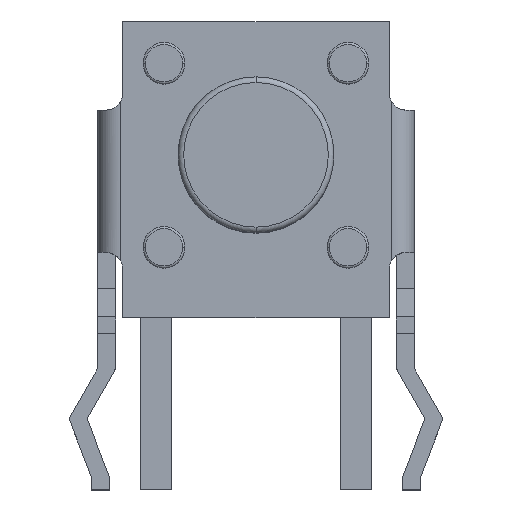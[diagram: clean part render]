
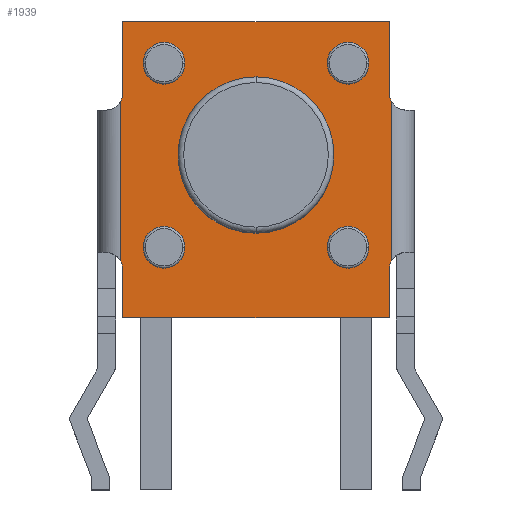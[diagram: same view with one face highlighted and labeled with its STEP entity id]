
A CAD part, top view. The second image highlights one B-rep face of the part: STEP entity #1939.
In plain terms, the highlighted planar face has unit normal (0, 0, 1).
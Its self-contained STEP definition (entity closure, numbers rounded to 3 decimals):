
#72=CARTESIAN_POINT('',(0.,0.,0.));
#73=DIRECTION('',(0.,0.,1.));
#74=DIRECTION('',(0.,-1.,0.));
#75=AXIS2_PLACEMENT_3D('',#72,#73,#74);
#77=CARTESIAN_POINT('',(0.,0.,0.));
#78=DIRECTION('',(0.,0.,1.));
#79=DIRECTION('',(0.,1.,0.));
#80=AXIS2_PLACEMENT_3D('',#77,#78,#79);
#82=CARTESIAN_POINT('',(2.07,2.07,0.));
#83=DIRECTION('',(0.,0.,1.));
#84=DIRECTION('',(1.,0.,0.));
#85=AXIS2_PLACEMENT_3D('',#82,#83,#84);
#87=CARTESIAN_POINT('',(2.07,2.07,0.));
#88=DIRECTION('',(0.,0.,1.));
#89=DIRECTION('',(-1.,0.,0.));
#90=AXIS2_PLACEMENT_3D('',#87,#88,#89);
#92=CARTESIAN_POINT('',(-2.07,2.07,0.));
#93=DIRECTION('',(0.,0.,1.));
#94=DIRECTION('',(1.,0.,0.));
#95=AXIS2_PLACEMENT_3D('',#92,#93,#94);
#97=CARTESIAN_POINT('',(-2.07,2.07,0.));
#98=DIRECTION('',(0.,0.,1.));
#99=DIRECTION('',(-1.,0.,0.));
#100=AXIS2_PLACEMENT_3D('',#97,#98,#99);
#102=CARTESIAN_POINT('',(2.07,-2.07,0.));
#103=DIRECTION('',(0.,0.,1.));
#104=DIRECTION('',(1.,0.,0.));
#105=AXIS2_PLACEMENT_3D('',#102,#103,#104);
#107=CARTESIAN_POINT('',(2.07,-2.07,0.));
#108=DIRECTION('',(0.,0.,1.));
#109=DIRECTION('',(-1.,0.,0.));
#110=AXIS2_PLACEMENT_3D('',#107,#108,#109);
#112=CARTESIAN_POINT('',(-2.07,-2.07,0.));
#113=DIRECTION('',(0.,0.,1.));
#114=DIRECTION('',(1.,0.,0.));
#115=AXIS2_PLACEMENT_3D('',#112,#113,#114);
#117=CARTESIAN_POINT('',(-2.07,-2.07,0.));
#118=DIRECTION('',(0.,0.,1.));
#119=DIRECTION('',(-1.,0.,0.));
#120=AXIS2_PLACEMENT_3D('',#117,#118,#119);
#122=DIRECTION('',(0.,1.,0.));
#123=VECTOR('',#122,3.582);
#124=CARTESIAN_POINT('',(3.048,-2.375,0.));
#125=LINE('',#124,#123);
#126=CARTESIAN_POINT('',(3.378,-2.565,0.));
#127=DIRECTION('',(0.,0.,-1.));
#128=DIRECTION('',(-1.,0.,0.));
#129=AXIS2_PLACEMENT_3D('',#126,#127,#128);
#131=DIRECTION('',(0.,1.,0.));
#132=VECTOR('',#131,1.092);
#133=CARTESIAN_POINT('',(2.997,-3.658,0.));
#134=LINE('',#133,#132);
#135=DIRECTION('',(1.,0.,0.));
#136=VECTOR('',#135,5.994);
#137=CARTESIAN_POINT('',(-2.997,-3.658,0.));
#138=LINE('',#137,#136);
#139=DIRECTION('',(0.,-1.,0.));
#140=VECTOR('',#139,1.092);
#141=CARTESIAN_POINT('',(-2.997,-2.565,0.));
#142=LINE('',#141,#140);
#143=CARTESIAN_POINT('',(-3.378,-2.565,0.));
#144=DIRECTION('',(0.,0.,-1.));
#145=DIRECTION('',(0.867,0.499,0.));
#146=AXIS2_PLACEMENT_3D('',#143,#144,#145);
#148=DIRECTION('',(0.,-1.,0.));
#149=VECTOR('',#148,3.582);
#150=CARTESIAN_POINT('',(-3.048,1.207,0.));
#151=LINE('',#150,#149);
#152=CARTESIAN_POINT('',(-3.378,1.397,0.));
#153=DIRECTION('',(0.,0.,-1.));
#154=DIRECTION('',(1.,0.,0.));
#155=AXIS2_PLACEMENT_3D('',#152,#153,#154);
#157=DIRECTION('',(0.,-1.,0.));
#158=VECTOR('',#157,1.6);
#159=CARTESIAN_POINT('',(-2.997,2.997,0.));
#160=LINE('',#159,#158);
#161=DIRECTION('',(-1.,0.,0.));
#162=VECTOR('',#161,5.994);
#163=CARTESIAN_POINT('',(2.997,2.997,0.));
#164=LINE('',#163,#162);
#165=DIRECTION('',(0.,1.,0.));
#166=VECTOR('',#165,1.6);
#167=CARTESIAN_POINT('',(2.997,1.397,0.));
#168=LINE('',#167,#166);
#169=CARTESIAN_POINT('',(3.378,1.397,0.));
#170=DIRECTION('',(0.,0.,-1.));
#171=DIRECTION('',(-0.867,-0.499,0.));
#172=AXIS2_PLACEMENT_3D('',#169,#170,#171);
#364=CARTESIAN_POINT('',(3.048,1.207,0.));
#777=CARTESIAN_POINT('',(-3.048,-2.375,0.));
#1134=CARTESIAN_POINT('',(-3.048,1.207,0.));
#1228=CARTESIAN_POINT('',(3.048,-2.375,0.));
#1466=CARTESIAN_POINT('',(-2.997,2.997,0.));
#1467=CARTESIAN_POINT('',(-2.997,1.397,0.));
#1468=VERTEX_POINT('',#1466);
#1469=VERTEX_POINT('',#1467);
#1470=CARTESIAN_POINT('',(-2.997,-2.565,0.));
#1471=CARTESIAN_POINT('',(-2.997,-3.658,0.));
#1472=VERTEX_POINT('',#1470);
#1473=VERTEX_POINT('',#1471);
#1474=CARTESIAN_POINT('',(2.997,-3.658,0.));
#1475=VERTEX_POINT('',#1474);
#1476=CARTESIAN_POINT('',(2.997,-2.565,0.));
#1477=VERTEX_POINT('',#1476);
#1478=CARTESIAN_POINT('',(2.997,1.397,0.));
#1479=CARTESIAN_POINT('',(2.997,2.997,0.));
#1480=VERTEX_POINT('',#1478);
#1481=VERTEX_POINT('',#1479);
#1666=CARTESIAN_POINT('',(2.54,2.07,0.));
#1667=CARTESIAN_POINT('',(1.6,2.07,0.));
#1668=VERTEX_POINT('',#1666);
#1669=VERTEX_POINT('',#1667);
#1670=CARTESIAN_POINT('',(-1.6,2.07,0.));
#1671=CARTESIAN_POINT('',(-2.54,2.07,0.));
#1672=VERTEX_POINT('',#1670);
#1673=VERTEX_POINT('',#1671);
#1674=CARTESIAN_POINT('',(2.54,-2.07,0.));
#1675=CARTESIAN_POINT('',(1.6,-2.07,0.));
#1676=VERTEX_POINT('',#1674);
#1677=VERTEX_POINT('',#1675);
#1678=CARTESIAN_POINT('',(-1.6,-2.07,0.));
#1679=CARTESIAN_POINT('',(-2.54,-2.07,0.));
#1680=VERTEX_POINT('',#1678);
#1681=VERTEX_POINT('',#1679);
#1690=CARTESIAN_POINT('',(0.,-1.753,0.));
#1691=CARTESIAN_POINT('',(0.,1.753,0.));
#1692=VERTEX_POINT('',#1690);
#1693=VERTEX_POINT('',#1691);
#1694=VERTEX_POINT('',#364);
#1702=VERTEX_POINT('',#1228);
#1712=VERTEX_POINT('',#777);
#1720=VERTEX_POINT('',#1134);
#1878=CARTESIAN_POINT('',(0.,0.,0.));
#1879=DIRECTION('',(0.,0.,1.));
#1880=DIRECTION('',(1.,0.,0.));
#1881=AXIS2_PLACEMENT_3D('',#1878,#1879,#1880);
#1882=PLANE('',#1881);
#1884=ORIENTED_EDGE('',*,*,#1883,.F.);
#1886=ORIENTED_EDGE('',*,*,#1885,.F.);
#1888=ORIENTED_EDGE('',*,*,#1887,.F.);
#1890=ORIENTED_EDGE('',*,*,#1889,.F.);
#1892=ORIENTED_EDGE('',*,*,#1891,.F.);
#1894=ORIENTED_EDGE('',*,*,#1893,.F.);
#1896=ORIENTED_EDGE('',*,*,#1895,.F.);
#1898=ORIENTED_EDGE('',*,*,#1897,.F.);
#1900=ORIENTED_EDGE('',*,*,#1899,.F.);
#1902=ORIENTED_EDGE('',*,*,#1901,.F.);
#1904=ORIENTED_EDGE('',*,*,#1903,.F.);
#1906=ORIENTED_EDGE('',*,*,#1905,.F.);
#1907=EDGE_LOOP('',(#1884,#1886,#1888,#1890,#1892,#1894,#1896,#1898,#1900,#1902,
#1904,#1906));
#1908=FACE_OUTER_BOUND('',#1907,.F.);
#1910=ORIENTED_EDGE('',*,*,#1909,.T.);
#1912=ORIENTED_EDGE('',*,*,#1911,.T.);
#1913=EDGE_LOOP('',(#1910,#1912));
#1914=FACE_BOUND('',#1913,.F.);
#1916=ORIENTED_EDGE('',*,*,#1915,.T.);
#1918=ORIENTED_EDGE('',*,*,#1917,.T.);
#1919=EDGE_LOOP('',(#1916,#1918));
#1920=FACE_BOUND('',#1919,.F.);
#1922=ORIENTED_EDGE('',*,*,#1921,.T.);
#1924=ORIENTED_EDGE('',*,*,#1923,.T.);
#1925=EDGE_LOOP('',(#1922,#1924));
#1926=FACE_BOUND('',#1925,.F.);
#1928=ORIENTED_EDGE('',*,*,#1927,.T.);
#1930=ORIENTED_EDGE('',*,*,#1929,.T.);
#1931=EDGE_LOOP('',(#1928,#1930));
#1932=FACE_BOUND('',#1931,.F.);
#1934=ORIENTED_EDGE('',*,*,#1933,.T.);
#1936=ORIENTED_EDGE('',*,*,#1935,.T.);
#1937=EDGE_LOOP('',(#1934,#1936));
#1938=FACE_BOUND('',#1937,.F.);
#1939=ADVANCED_FACE('',(#1908,#1914,#1920,#1926,#1932,#1938),#1882,.T.);
#76=CIRCLE('',#75,1.753);
#81=CIRCLE('',#80,1.753);
#86=CIRCLE('',#85,0.47);
#91=CIRCLE('',#90,0.47);
#96=CIRCLE('',#95,0.47);
#101=CIRCLE('',#100,0.47);
#106=CIRCLE('',#105,0.47);
#111=CIRCLE('',#110,0.47);
#116=CIRCLE('',#115,0.47);
#121=CIRCLE('',#120,0.47);
#130=CIRCLE('',#129,0.381);
#147=CIRCLE('',#146,0.381);
#156=CIRCLE('',#155,0.381);
#173=CIRCLE('',#172,0.381);
#1883=EDGE_CURVE('',#1702,#1694,#125,.T.);
#1885=EDGE_CURVE('',#1477,#1702,#130,.T.);
#1887=EDGE_CURVE('',#1475,#1477,#134,.T.);
#1889=EDGE_CURVE('',#1473,#1475,#138,.T.);
#1891=EDGE_CURVE('',#1472,#1473,#142,.T.);
#1893=EDGE_CURVE('',#1712,#1472,#147,.T.);
#1895=EDGE_CURVE('',#1720,#1712,#151,.T.);
#1897=EDGE_CURVE('',#1469,#1720,#156,.T.);
#1899=EDGE_CURVE('',#1468,#1469,#160,.T.);
#1901=EDGE_CURVE('',#1481,#1468,#164,.T.);
#1903=EDGE_CURVE('',#1480,#1481,#168,.T.);
#1905=EDGE_CURVE('',#1694,#1480,#173,.T.);
#1909=EDGE_CURVE('',#1692,#1693,#76,.T.);
#1911=EDGE_CURVE('',#1693,#1692,#81,.T.);
#1915=EDGE_CURVE('',#1668,#1669,#86,.T.);
#1917=EDGE_CURVE('',#1669,#1668,#91,.T.);
#1921=EDGE_CURVE('',#1672,#1673,#96,.T.);
#1923=EDGE_CURVE('',#1673,#1672,#101,.T.);
#1927=EDGE_CURVE('',#1676,#1677,#106,.T.);
#1929=EDGE_CURVE('',#1677,#1676,#111,.T.);
#1933=EDGE_CURVE('',#1680,#1681,#116,.T.);
#1935=EDGE_CURVE('',#1681,#1680,#121,.T.);
